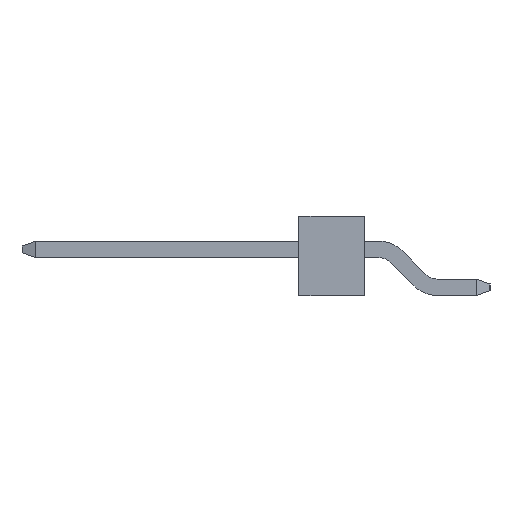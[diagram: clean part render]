
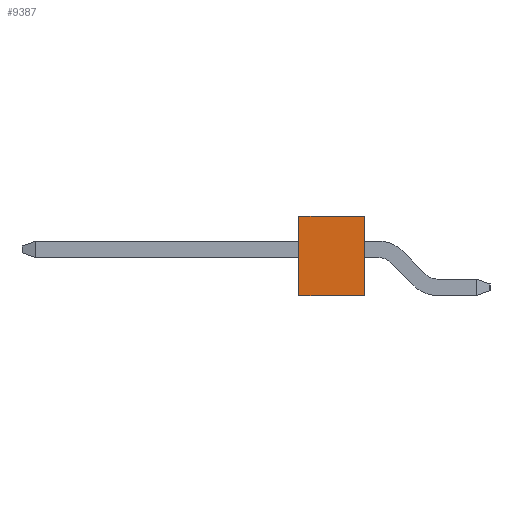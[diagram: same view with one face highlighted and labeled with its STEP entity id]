
A CAD part, left-side view. The second image highlights one B-rep face of the part: STEP entity #9387.
In plain terms, the highlighted face is planar.
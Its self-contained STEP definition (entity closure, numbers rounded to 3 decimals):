
#1850 = VERTEX_POINT('',#1851);
#1851 = CARTESIAN_POINT('',(36.83,-1.524,-1.27));
#1857 = EDGE_CURVE('',#1858,#1850,#1860,.T.);
#1858 = VERTEX_POINT('',#1859);
#1859 = CARTESIAN_POINT('',(36.83,-1.524,1.27));
#1860 = LINE('',#1861,#1862);
#1861 = CARTESIAN_POINT('',(36.83,-1.524,1.27));
#1862 = VECTOR('',#1863,1.);
#1863 = DIRECTION('',(0.,0.,-1.));
#3107 = EDGE_CURVE('',#1858,#3108,#3110,.T.);
#3108 = VERTEX_POINT('',#3109);
#3109 = CARTESIAN_POINT('',(36.83,1.524,1.27));
#3110 = LINE('',#3111,#3112);
#3111 = CARTESIAN_POINT('',(36.83,-1.524,1.27));
#3112 = VECTOR('',#3113,1.);
#3113 = DIRECTION('',(0.,1.,0.));
#6748 = VERTEX_POINT('',#6749);
#6749 = CARTESIAN_POINT('',(36.83,1.524,-1.27));
#6755 = EDGE_CURVE('',#1850,#6748,#6756,.T.);
#6756 = LINE('',#6757,#6758);
#6757 = CARTESIAN_POINT('',(36.83,-1.524,-1.27));
#6758 = VECTOR('',#6759,1.);
#6759 = DIRECTION('',(0.,1.,0.));
#7392 = EDGE_CURVE('',#3108,#6748,#7393,.T.);
#7393 = LINE('',#7394,#7395);
#7394 = CARTESIAN_POINT('',(36.83,1.524,1.27));
#7395 = VECTOR('',#7396,1.);
#7396 = DIRECTION('',(0.,0.,-1.));
#9387 = ADVANCED_FACE('',(#9388),#9394,.F.);
#9388 = FACE_BOUND('',#9389,.T.);
#9389 = EDGE_LOOP('',(#9390,#9391,#9392,#9393));
#9390 = ORIENTED_EDGE('',*,*,#6755,.T.);
#9391 = ORIENTED_EDGE('',*,*,#7392,.F.);
#9392 = ORIENTED_EDGE('',*,*,#3107,.F.);
#9393 = ORIENTED_EDGE('',*,*,#1857,.T.);
#9394 = PLANE('',#9395);
#9395 = AXIS2_PLACEMENT_3D('',#9396,#9397,#9398);
#9396 = CARTESIAN_POINT('',(36.83,-1.524,1.27));
#9397 = DIRECTION('',(-1.,0.,0.));
#9398 = DIRECTION('',(0.,0.,1.));
